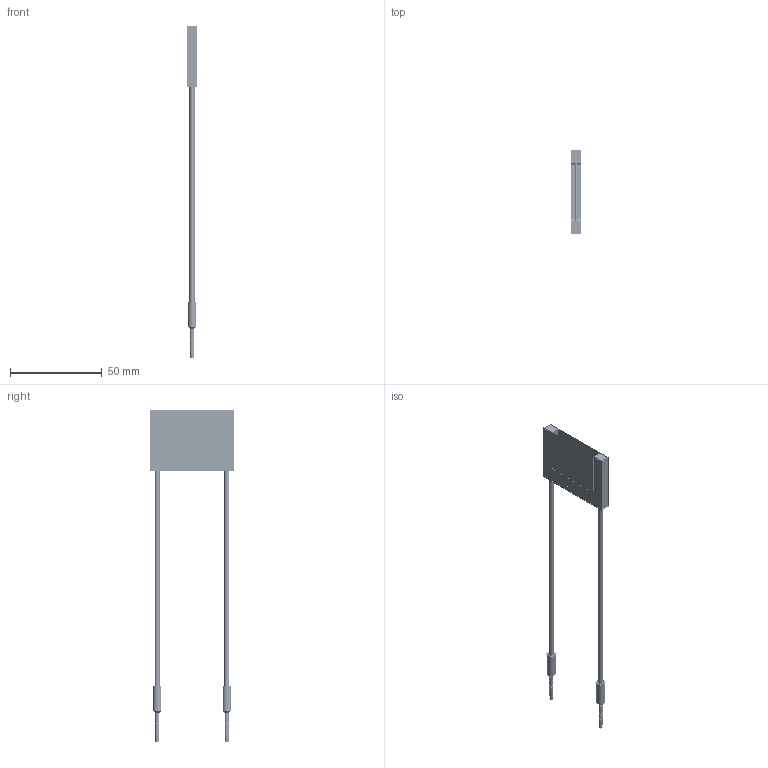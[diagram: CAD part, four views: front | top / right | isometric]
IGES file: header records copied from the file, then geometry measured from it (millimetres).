
Start section:  PTC IGES file: 193944.igs
Global section: file name: 193944.igs; native system: Creo Parametric by Parametric Technology Corporation; preprocessor: 2013230; author: pdmadmin; organization: Unknown; date: 20160309.084228; units: millimetre
Bounding box: 5.18 x 45.7 x 180.87 mm (x, y, z)
Volume: 5006.6 mm3; surface area: 72254 mm2
Topology: 13 solids, 15 shells, 2080 faces, 10160 edges, 13024 vertices
Faces by surface type: revolution 1724, bspline 356
